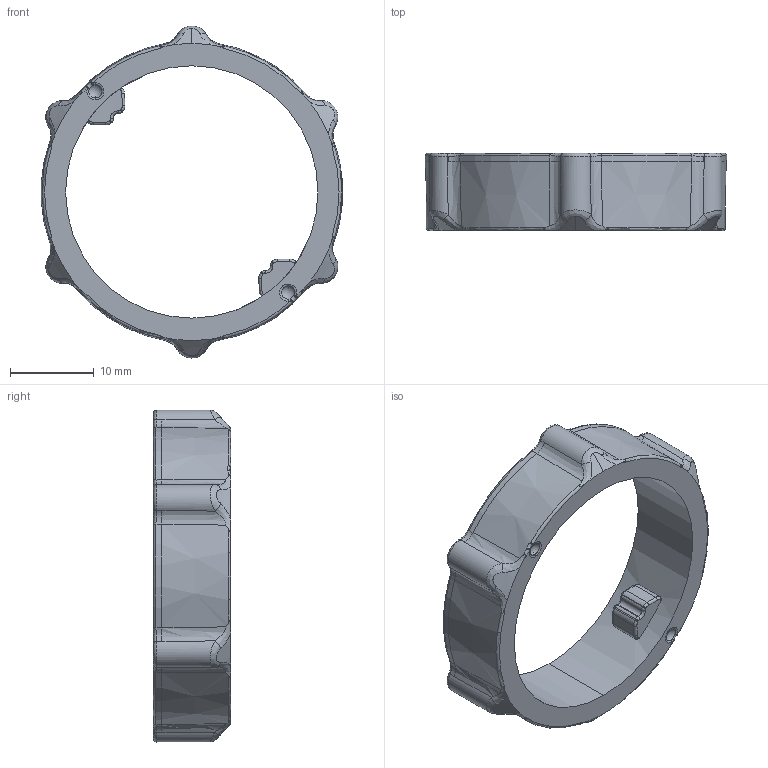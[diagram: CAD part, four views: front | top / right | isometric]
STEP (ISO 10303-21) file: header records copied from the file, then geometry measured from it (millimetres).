
FILE_DESCRIPTION (( 'STEP AP214' ), '1' );
FILE_NAME ('JXHSV06-07003-d Barrel nut.step', '2023-01-05T07:15:27', ( '微软用户' ), ( '微软中国' ), 'SwSTEP 2.0', 'SolidWorks 2020', '' );
FILE_SCHEMA (( 'AUTOMOTIVE_DESIGN' ));
Length unit declared in the file: millimetre
Products named in the file (1): JXHSV06-07003-d Barrel nut
Bounding box: 35.96 x 9.2 x 39.6 mm (x, y, z)
Volume: 3137.9 mm3; surface area: 2660.8 mm2
Topology: 1 solids, 1 shells, 226 faces, 576 edges, 350 vertices
Faces by surface type: bspline 96, cylinder 71, torus 26, plane 14, cone 13, sphere 6
Entity records: 14038 total; most frequent: CARTESIAN_POINT 7176, ORIENTED_EDGE 1140, DIRECTION 604, EDGE_CURVE 570, VERTEX_POINT 348, B_SPLINE_CURVE_WITH_KNOTS 287, AXIS2_PLACEMENT_3D 255, EDGE_LOOP 230
